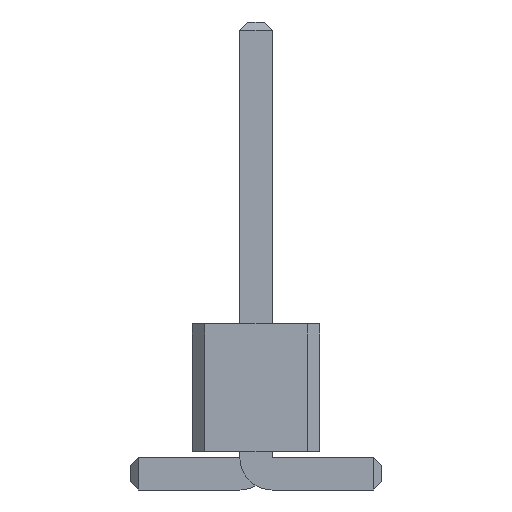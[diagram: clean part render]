
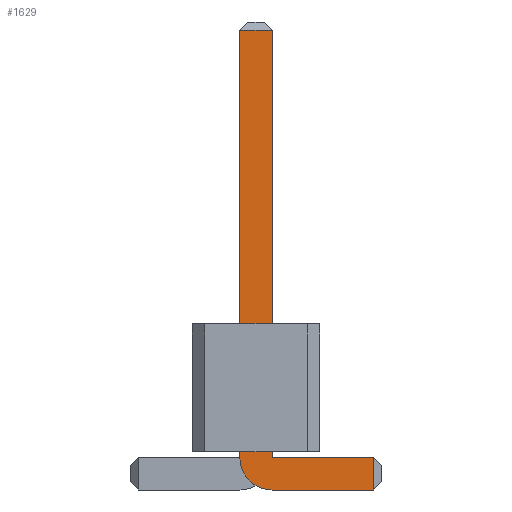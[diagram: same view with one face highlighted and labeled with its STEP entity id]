
A CAD part, front view. The second image highlights one B-rep face of the part: STEP entity #1629.
In plain terms, the highlighted planar face has unit normal (0, -1, 0).
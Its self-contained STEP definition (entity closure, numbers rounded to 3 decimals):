
#13=DIRECTION('',(0.,0.,1.));
#67=DIRECTION('',(1.,0.,0.));
#668=VECTOR('',#67,1.);
#679=DIRECTION('',(0.,1.,0.));
#721=DIRECTION('',(-1.,0.,0.));
#1319=VECTOR('',#721,1.);
#1440=DIRECTION('',(-0.,1.,0.));
#1441=DIRECTION('',(0.,0.,-1.));
#1448=VECTOR('',#1449,1.);
#1449=DIRECTION('',(0.,0.,1.));
#1460=VECTOR('',#1441,1.);
#1478=VERTEX_POINT('',#1479);
#1479=CARTESIAN_POINT('',(2.34,-13.02,0.));
#1482=ORIENTED_EDGE('',*,*,#1483,.T.);
#1483=EDGE_CURVE('',#1478,#1484,#1486,.T.);
#1484=VERTEX_POINT('',#1485);
#1485=CARTESIAN_POINT('',(0.32,-13.02,0.));
#1486=LINE('',#1487,#1319);
#1487=CARTESIAN_POINT('',(2.5,-13.02,0.));
#1524=VERTEX_POINT('',#1525);
#1525=CARTESIAN_POINT('',(-0.32,-13.02,0.64));
#1528=EDGE_CURVE('',#1484,#1524,#1529,.T.);
#1529=CIRCLE('',#1530,0.64);
#1530=AXIS2_PLACEMENT_3D('',#1531,#1440,#1441);
#1531=CARTESIAN_POINT('',(0.32,-13.02,0.64));
#1540=VERTEX_POINT('',#1531);
#1542=ORIENTED_EDGE('',*,*,#1543,.T.);
#1543=EDGE_CURVE('',#1540,#1544,#1546,.T.);
#1544=VERTEX_POINT('',#1545);
#1545=CARTESIAN_POINT('',(2.34,-13.02,0.64));
#1546=LINE('',#1531,#668);
#1556=ORIENTED_EDGE('',*,*,#1557,.T.);
#1557=EDGE_CURVE('',#1524,#1558,#1560,.T.);
#1558=VERTEX_POINT('',#1559);
#1559=CARTESIAN_POINT('',(-0.32,-13.02,9.14));
#1560=LINE('',#1561,#1448);
#1561=CARTESIAN_POINT('',(-0.32,-13.02,0.));
#1574=VERTEX_POINT('',#1575);
#1575=CARTESIAN_POINT('',(0.32,-13.02,9.14));
#1577=ORIENTED_EDGE('',*,*,#1578,.T.);
#1578=EDGE_CURVE('',#1574,#1540,#1579,.T.);
#1579=LINE('',#1580,#1460);
#1580=CARTESIAN_POINT('',(0.32,-13.02,9.3));
#1629=ADVANCED_FACE('',(#1630),#1639,.F.);
#1630=FACE_BOUND('',#1631,.F.);
#1631=EDGE_LOOP('',(#1482,#1632,#1556,#1633,#1577,#1542,#1636));
#1632=ORIENTED_EDGE('',*,*,#1528,.T.);
#1633=ORIENTED_EDGE('',*,*,#1634,.T.);
#1634=EDGE_CURVE('',#1558,#1574,#1635,.T.);
#1635=LINE('',#1559,#668);
#1636=ORIENTED_EDGE('',*,*,#1637,.T.);
#1637=EDGE_CURVE('',#1544,#1478,#1638,.T.);
#1638=LINE('',#1545,#1460);
#1639=PLANE('',#1640);
#1640=AXIS2_PLACEMENT_3D('',#1641,#679,#13);
#1641=CARTESIAN_POINT('',(0.311,-13.02,3.871));
